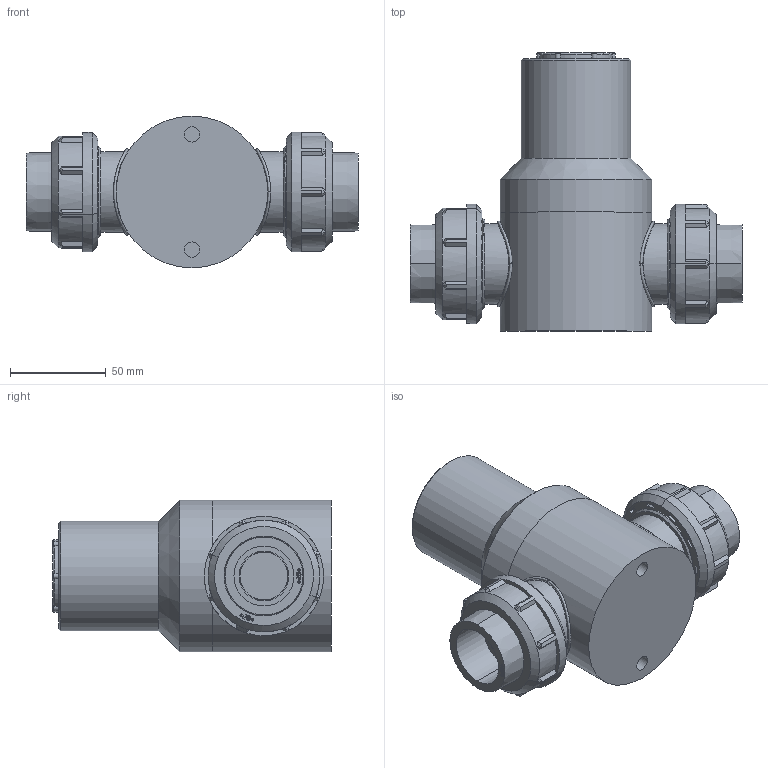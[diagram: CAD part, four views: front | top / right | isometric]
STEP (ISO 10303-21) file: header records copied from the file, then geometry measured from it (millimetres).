
FILE_DESCRIPTION (( 'STEP AP214' ), '1' );
FILE_NAME ('32-1102-1X.STEP', '2019-10-28T11:06:14', ( '' ), ( '' ), 'SwSTEP 2.0', 'SolidWorks 2020', '' );
FILE_SCHEMA (( 'AUTOMOTIVE_DESIGN' ));
Length unit declared in the file: millimetre
Products named in the file (7): 32mm; 32-1102-1X; 32mm Fusion Weld body - PS-90-149; 32mm fusion stub - PP with bead; 32mm end; 32 + 40mm Dust Cap; PVC Bonnet all size_32mm PVC-304
Assembly tree (9 placements, depth 2):
  32-1102-1X
    32mm Fusion Weld body - PS-90-149
    PVC Bonnet all size_32mm PVC-304
    32mm fusion stub - PP with bead  x2
    32 + 40mm Dust Cap
    32mm end  x2
    32mm  x2
Bounding box: 173 x 145 x 79 mm (x, y, z)
Volume: 688525.1 mm3; surface area: 120425 mm2
Topology: 9 solids, 9 shells, 578 faces, 1441 edges, 937 vertices
Faces by surface type: plane 411, cylinder 109, bspline 25, cone 20, torus 13
Full cylindrical faces by diameter (mm): 7.938 x2, 16 x1, 25 x2, 26 x2, 27.5 x1, 35 x1, 42 x2, 51.029 x1, 57 x1, 79 x2
Entity records: 15168 total; most frequent: CARTESIAN_POINT 7470, ORIENTED_EDGE 1542, DIRECTION 1471, EDGE_CURVE 771, VERTEX_POINT 513, LINE 495, VECTOR 495, AXIS2_PLACEMENT_3D 488
